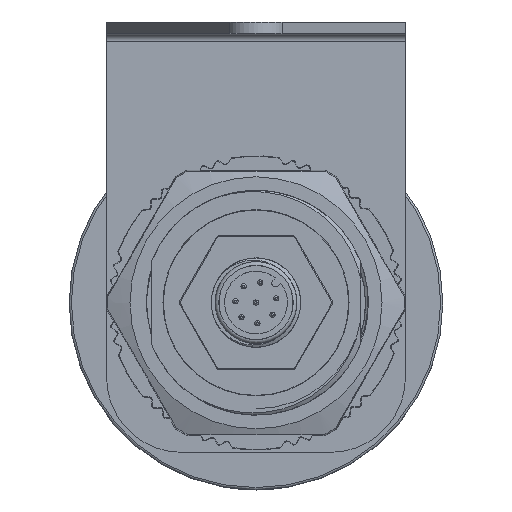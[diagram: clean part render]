
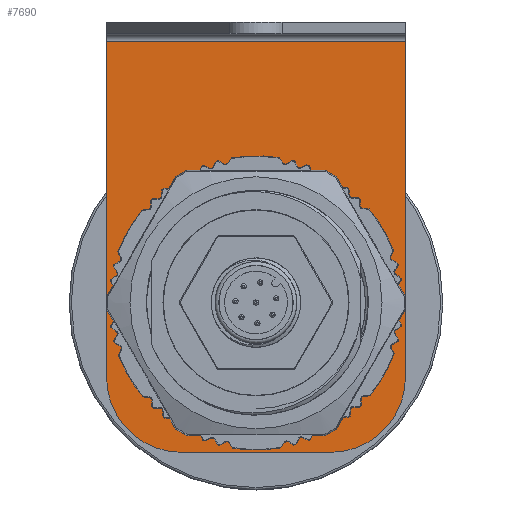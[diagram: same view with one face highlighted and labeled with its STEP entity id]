
A CAD part, top view. The second image highlights one B-rep face of the part: STEP entity #7690.
In plain terms, the highlighted planar face has unit normal (0, 0, 1).
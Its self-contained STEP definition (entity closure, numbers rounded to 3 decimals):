
#233=FACE_BOUND('',#1493,.T.);
#1053=FACE_OUTER_BOUND('',#1492,.T.);
#1492=EDGE_LOOP('',(#6913,#6914,#6915,#6916,#6917,#6918));
#1493=EDGE_LOOP('',(#6919));
#2044=LINE('',#42247,#2594);
#2051=LINE('',#42268,#2601);
#2061=LINE('',#42318,#2611);
#2062=LINE('',#42322,#2612);
#2594=VECTOR('',#9883,1.);
#2601=VECTOR('',#9898,1.);
#2611=VECTOR('',#9952,1.);
#2612=VECTOR('',#9955,1.);
#2843=CIRCLE('',#8358,10.);
#2844=CIRCLE('',#8359,10.);
#2845=CIRCLE('',#8360,16.);
#3566=VERTEX_POINT('',#42244);
#3567=VERTEX_POINT('',#42246);
#3576=VERTEX_POINT('',#42265);
#3577=VERTEX_POINT('',#42267);
#3596=VERTEX_POINT('',#42319);
#3597=VERTEX_POINT('',#42321);
#3598=VERTEX_POINT('',#42324);
#4676=EDGE_CURVE('',#3566,#3567,#2044,.T.);
#4686=EDGE_CURVE('',#3576,#3577,#2051,.T.);
#4712=EDGE_CURVE('',#3576,#3567,#2061,.T.);
#4713=EDGE_CURVE('',#3596,#3566,#2843,.T.);
#4714=EDGE_CURVE('',#3597,#3596,#2062,.T.);
#4715=EDGE_CURVE('',#3577,#3597,#2844,.T.);
#4716=EDGE_CURVE('',#3598,#3598,#2845,.T.);
#6913=ORIENTED_EDGE('',*,*,#4686,.F.);
#6914=ORIENTED_EDGE('',*,*,#4712,.T.);
#6915=ORIENTED_EDGE('',*,*,#4676,.F.);
#6916=ORIENTED_EDGE('',*,*,#4713,.F.);
#6917=ORIENTED_EDGE('',*,*,#4714,.F.);
#6918=ORIENTED_EDGE('',*,*,#4715,.F.);
#6919=ORIENTED_EDGE('',*,*,#4716,.F.);
#7248=PLANE('',#8357);
#7690=ADVANCED_FACE('',(#1053,#233),#7248,.F.);
#8357=AXIS2_PLACEMENT_3D('',#42317,#9950,#9951);
#8358=AXIS2_PLACEMENT_3D('',#42320,#9953,#9954);
#8359=AXIS2_PLACEMENT_3D('',#42323,#9956,#9957);
#8360=AXIS2_PLACEMENT_3D('',#42325,#9958,#9959);
#9883=DIRECTION('',(0.,1.,0.));
#9898=DIRECTION('',(0.,-1.,0.));
#9950=DIRECTION('center_axis',(0.,0.,-1.));
#9951=DIRECTION('ref_axis',(1.,0.,0.));
#9952=DIRECTION('',(-1.,0.,0.));
#9953=DIRECTION('center_axis',(0.,0.,-1.));
#9954=DIRECTION('ref_axis',(1.,0.,0.));
#9955=DIRECTION('',(-1.,0.,0.));
#9956=DIRECTION('center_axis',(0.,0.,-1.));
#9957=DIRECTION('ref_axis',(1.,0.,0.));
#9958=DIRECTION('center_axis',(0.,0.,1.));
#9959=DIRECTION('ref_axis',(-1.,0.,0.));
#42244=CARTESIAN_POINT('',(-20.,160.,14.537));
#42246=CARTESIAN_POINT('',(-20.,205.,14.537));
#42247=CARTESIAN_POINT('',(-20.,160.,14.537));
#42265=CARTESIAN_POINT('',(20.,205.,14.537));
#42267=CARTESIAN_POINT('',(20.,160.,14.537));
#42268=CARTESIAN_POINT('',(20.,207.5,14.537));
#42317=CARTESIAN_POINT('Origin',(10.,160.,14.537));
#42318=CARTESIAN_POINT('',(-20.,205.,14.537));
#42319=CARTESIAN_POINT('',(-10.,150.,14.537));
#42320=CARTESIAN_POINT('Origin',(-10.,160.,14.537));
#42321=CARTESIAN_POINT('',(10.,150.,14.537));
#42322=CARTESIAN_POINT('',(10.,150.,14.537));
#42323=CARTESIAN_POINT('Origin',(10.,160.,14.537));
#42324=CARTESIAN_POINT('',(-16.,170.,14.537));
#42325=CARTESIAN_POINT('Origin',(0.,170.,14.537));
